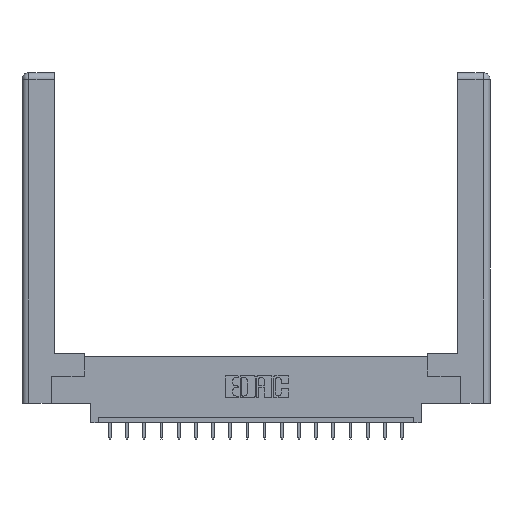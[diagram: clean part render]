
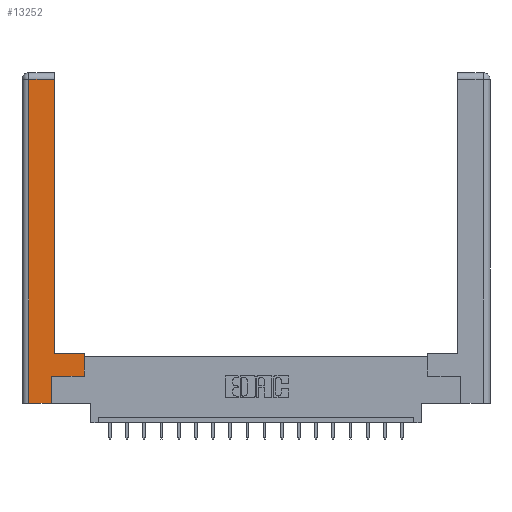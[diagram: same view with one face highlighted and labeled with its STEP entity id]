
A CAD part, top view. The second image highlights one B-rep face of the part: STEP entity #13252.
In plain terms, the highlighted planar face has unit normal (0, 0, 1).
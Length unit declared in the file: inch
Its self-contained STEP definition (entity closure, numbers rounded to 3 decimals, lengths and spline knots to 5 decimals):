
#407 = VECTOR ( 'NONE', #2547, 39.37008 ) ;
#519 = CARTESIAN_POINT ( 'NONE',  ( 0.565, 0.45, 0. ) ) ;
#738 = ORIENTED_EDGE ( 'NONE', *, *, #17651, .T. ) ;
#816 = LINE ( 'NONE', #4049, #8297 ) ;
#1053 = EDGE_CURVE ( 'NONE', #5185, #12317, #11130, .T. ) ;
#1267 = DIRECTION ( 'NONE',  ( 0., 1., 0. ) ) ;
#1756 = LINE ( 'NONE', #19097, #13183 ) ;
#1801 = VECTOR ( 'NONE', #12239, 39.37008 ) ;
#1803 = ORIENTED_EDGE ( 'NONE', *, *, #1053, .T. ) ;
#2471 = VECTOR ( 'NONE', #18468, 39.37008 ) ;
#2547 = DIRECTION ( 'NONE',  ( -1., 0., 0. ) ) ;
#2607 = CARTESIAN_POINT ( 'NONE',  ( 0.565, 0.45, 0. ) ) ;
#3069 = VECTOR ( 'NONE', #14016, 39.37008 ) ;
#4049 = CARTESIAN_POINT ( 'NONE',  ( 0.265, 0.245, 0. ) ) ;
#4170 = CARTESIAN_POINT ( 'NONE',  ( 0.265, 0., 0. ) ) ;
#4719 = DIRECTION ( 'NONE',  ( -1., 0., 0. ) ) ;
#5148 = EDGE_LOOP ( 'NONE', ( #8227, #14949, #1803, #6278, #13480, #738, #16338, #16636 ) ) ;
#5185 = VERTEX_POINT ( 'NONE', #7153 ) ;
#5816 = DIRECTION ( 'NONE',  ( 1., 0., 0. ) ) ;
#5841 = VERTEX_POINT ( 'NONE', #15232 ) ;
#6278 = ORIENTED_EDGE ( 'NONE', *, *, #7001, .T. ) ;
#6952 = LINE ( 'NONE', #4170, #16925 ) ;
#7001 = EDGE_CURVE ( 'NONE', #12317, #13109, #6952, .T. ) ;
#7153 = CARTESIAN_POINT ( 'NONE',  ( 0.0615, 2.94, 0. ) ) ;
#7230 = EDGE_CURVE ( 'NONE', #14791, #14113, #17863, .T. ) ;
#7287 = VERTEX_POINT ( 'NONE', #18623 ) ;
#7697 = EDGE_CURVE ( 'NONE', #7287, #5841, #1756, .T. ) ;
#7864 = EDGE_CURVE ( 'NONE', #13109, #13867, #816, .T. ) ;
#8046 = VECTOR ( 'NONE', #4719, 39.37008 ) ;
#8227 = ORIENTED_EDGE ( 'NONE', *, *, #7697, .T. ) ;
#8297 = VECTOR ( 'NONE', #14492, 39.37008 ) ;
#8633 = DIRECTION ( 'NONE',  ( 0., 0., -1. ) ) ;
#8744 = CARTESIAN_POINT ( 'NONE',  ( 0.0615, 0., 0. ) ) ;
#10193 = LINE ( 'NONE', #14276, #407 ) ;
#10570 = CARTESIAN_POINT ( 'NONE',  ( 0.265, 0., 0. ) ) ;
#11130 = LINE ( 'NONE', #8744, #1801 ) ;
#11603 = PLANE ( 'NONE',  #18487 ) ;
#12239 = DIRECTION ( 'NONE',  ( 0., -1., 0. ) ) ;
#12317 = VERTEX_POINT ( 'NONE', #13039 ) ;
#12365 = CARTESIAN_POINT ( 'NONE',  ( 0.0615, 2.94, 0. ) ) ;
#13039 = CARTESIAN_POINT ( 'NONE',  ( 0.0615, 0., 0. ) ) ;
#13109 = VERTEX_POINT ( 'NONE', #10570 ) ;
#13183 = VECTOR ( 'NONE', #1267, 39.37008 ) ;
#13252 = ADVANCED_FACE ( 'NONE', ( #15384 ), #11603, .F. ) ;
#13383 = LINE ( 'NONE', #12365, #8046 ) ;
#13480 = ORIENTED_EDGE ( 'NONE', *, *, #7864, .T. ) ;
#13867 = VERTEX_POINT ( 'NONE', #17979 ) ;
#14016 = DIRECTION ( 'NONE',  ( 1., 0., 0. ) ) ;
#14113 = VERTEX_POINT ( 'NONE', #2607 ) ;
#14276 = CARTESIAN_POINT ( 'NONE',  ( 0.295, 0.45, 0. ) ) ;
#14492 = DIRECTION ( 'NONE',  ( 0., 1., 0. ) ) ;
#14601 = CARTESIAN_POINT ( 'NONE',  ( 0., 0., 0. ) ) ;
#14791 = VERTEX_POINT ( 'NONE', #15461 ) ;
#14949 = ORIENTED_EDGE ( 'NONE', *, *, #16183, .T. ) ;
#14978 = LINE ( 'NONE', #16992, #3069 ) ;
#15232 = CARTESIAN_POINT ( 'NONE',  ( 0.295, 2.94, 0. ) ) ;
#15384 = FACE_OUTER_BOUND ( 'NONE', #5148, .T. ) ;
#15461 = CARTESIAN_POINT ( 'NONE',  ( 0.565, 0.245, 0. ) ) ;
#16183 = EDGE_CURVE ( 'NONE', #5841, #5185, #13383, .T. ) ;
#16338 = ORIENTED_EDGE ( 'NONE', *, *, #7230, .T. ) ;
#16636 = ORIENTED_EDGE ( 'NONE', *, *, #18778, .T. ) ;
#16925 = VECTOR ( 'NONE', #5816, 39.37008 ) ;
#16992 = CARTESIAN_POINT ( 'NONE',  ( 0.565, 0.245, 0. ) ) ;
#17647 = DIRECTION ( 'NONE',  ( -1., 0., 0. ) ) ;
#17651 = EDGE_CURVE ( 'NONE', #13867, #14791, #14978, .T. ) ;
#17863 = LINE ( 'NONE', #519, #2471 ) ;
#17979 = CARTESIAN_POINT ( 'NONE',  ( 0.265, 0.245, 0. ) ) ;
#18468 = DIRECTION ( 'NONE',  ( 0., 1., 0. ) ) ;
#18487 = AXIS2_PLACEMENT_3D ( 'NONE', #14601, #8633, #17647 ) ;
#18623 = CARTESIAN_POINT ( 'NONE',  ( 0.295, 0.45, 0. ) ) ;
#18778 = EDGE_CURVE ( 'NONE', #14113, #7287, #10193, .T. ) ;
#19097 = CARTESIAN_POINT ( 'NONE',  ( 0.295, 3., 0. ) ) ;
